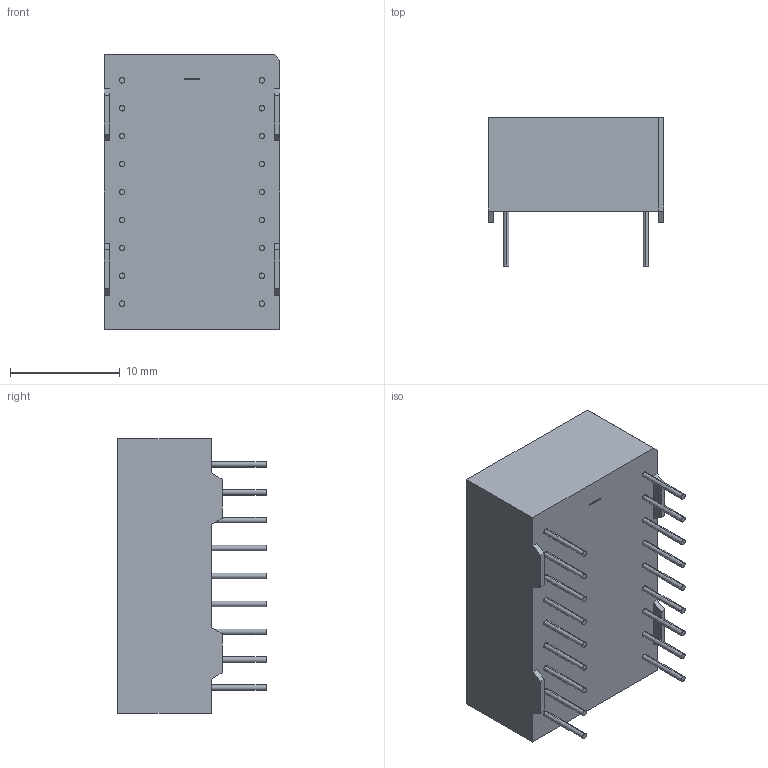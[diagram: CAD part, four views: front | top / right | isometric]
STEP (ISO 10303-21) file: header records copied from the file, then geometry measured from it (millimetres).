
FILE_DESCRIPTION (( 'STEP AP214' ), '1' );
FILE_NAME ('XAxx13.STEP', '2015-08-31T16:28:19', ( '' ), ( '' ), 'SwSTEP 2.0', 'SolidWorks 2012', '' );
FILE_SCHEMA (( 'AUTOMOTIVE_DESIGN' ));
Length unit declared in the file: millimetre
Products named in the file (1): XAxx13
Bounding box: 16 x 13.5 x 25 mm (x, y, z)
Volume: 3417.7 mm3; surface area: 1687.6 mm2
Topology: 1 solids, 1 shells, 376 faces, 969 edges, 646 vertices
Faces by surface type: plane 270, bspline 68, cylinder 38
Entity records: 17466 total; most frequent: CARTESIAN_POINT 5188, ORIENTED_EDGE 1938, DIRECTION 1527, EDGE_CURVE 969, VECTOR 757, LINE 757, VERTEX_POINT 646, EDGE_LOOP 427
